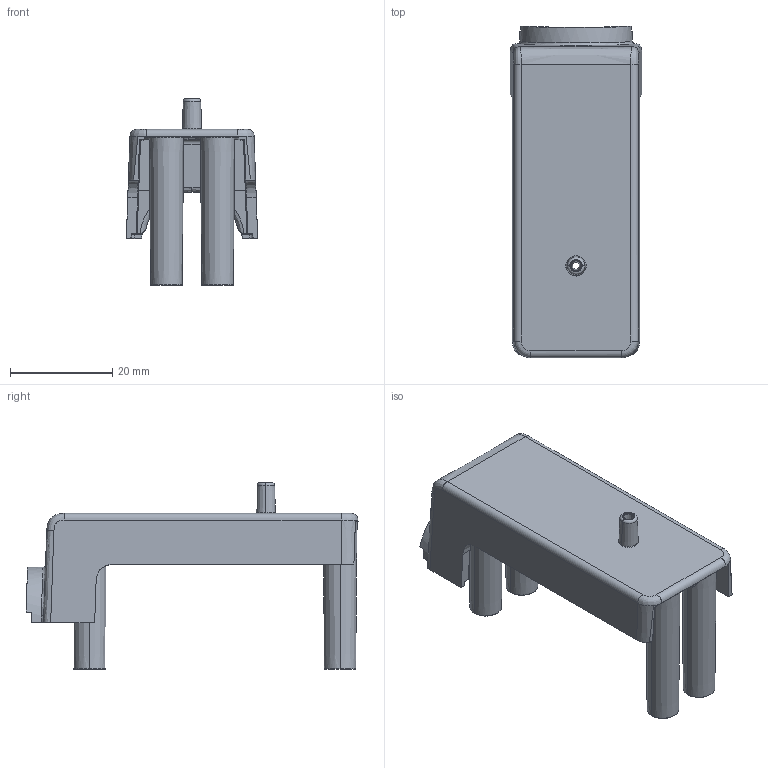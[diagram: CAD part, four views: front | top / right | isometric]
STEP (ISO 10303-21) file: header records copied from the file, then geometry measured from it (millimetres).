
FILE_DESCRIPTION((''),'2;1');
FILE_NAME('PRT0001','2015-08-07T',('simon.baumgartner'),(''),'PRO/ENGINEER BY PARAMETRIC TECHNOLOGY CORPORATION, 2014430','PRO/ENGINEER BY PARAMETRIC TECHNOLOGY CORPORATION, 2014430','');
FILE_SCHEMA(('CONFIG_CONTROL_DESIGN'));
Length unit declared in the file: metre
Products named in the file (1): PRT0001
Bounding box: 25.69 x 64.93 x 36.5 mm (x, y, z)
Volume: 8463.4 mm3; surface area: 10273.5 mm2
Topology: 1 solids, 1 shells, 373 faces, 948 edges, 574 vertices
Faces by surface type: cylinder 104, bspline 73, plane 61, torus 58, sphere 28, cone 28, extrusion 19, revolution 2
Entity records: 14661 total; most frequent: CARTESIAN_POINT 6168, ORIENTED_EDGE 1876, DIRECTION 1674, EDGE_CURVE 938, AXIS2_PLACEMENT_3D 687, VERTEX_POINT 574, CIRCLE 408, EDGE_LOOP 382
